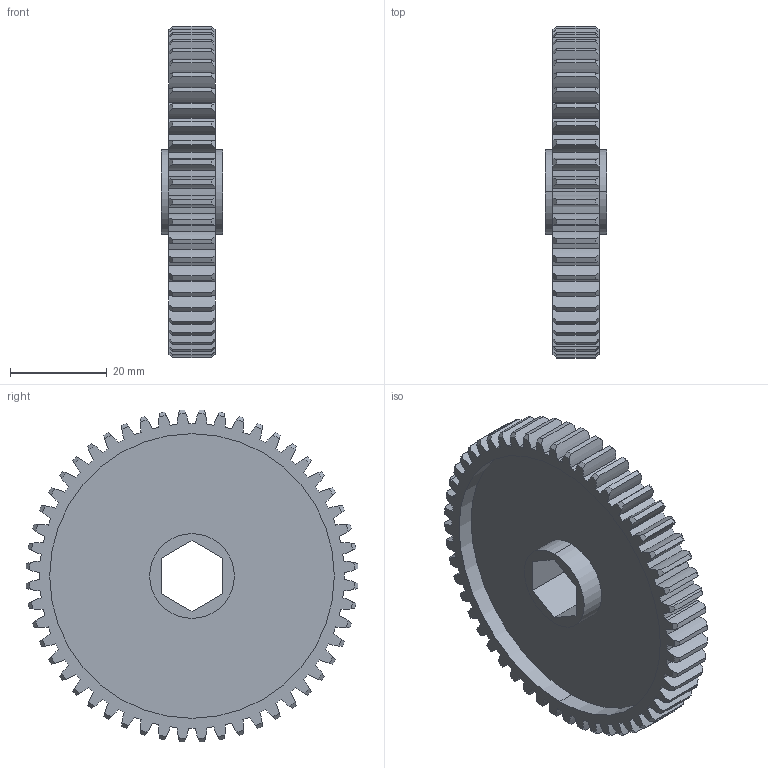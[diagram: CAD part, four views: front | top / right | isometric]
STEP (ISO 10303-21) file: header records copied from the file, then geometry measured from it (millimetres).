
FILE_DESCRIPTION (( 'STEP AP203' ), '1' );
FILE_NAME ('am-3821 52T 20DP 500hex 375 FW.STEP', '2020-02-24T20:15:48', ( '' ), ( '' ), 'SwSTEP 2.0', 'SolidWorks 2019', '' );
FILE_SCHEMA (( 'CONFIG_CONTROL_DESIGN' ));
Length unit declared in the file: inch
Products named in the file (1): am-3821 52T 20DP 500hex 375 FW
Bounding box: 12.7 x 68.51 x 68.51 mm (x, y, z)
Volume: 13874.9 mm3; surface area: 12885.2 mm2
Topology: 1 solids, 1 shells, 337 faces, 993 edges, 662 vertices
Faces by surface type: cylinder 221, cone 104, plane 12
Entity records: 11824 total; most frequent: CARTESIAN_POINT 2629, DIRECTION 1999, ORIENTED_EDGE 1986, EDGE_CURVE 993, AXIS2_PLACEMENT_3D 880, VERTEX_POINT 662, CIRCLE 542, EDGE_LOOP 343
